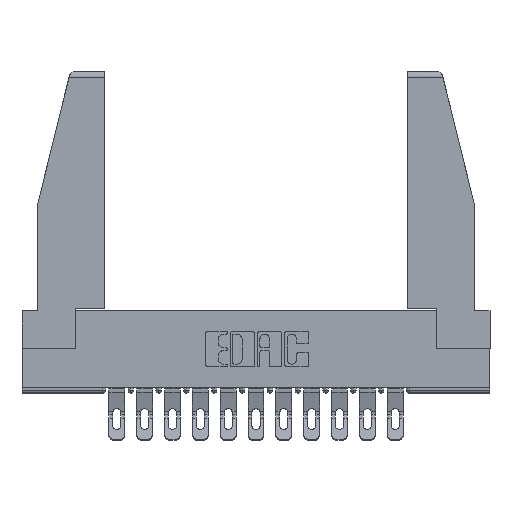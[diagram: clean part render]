
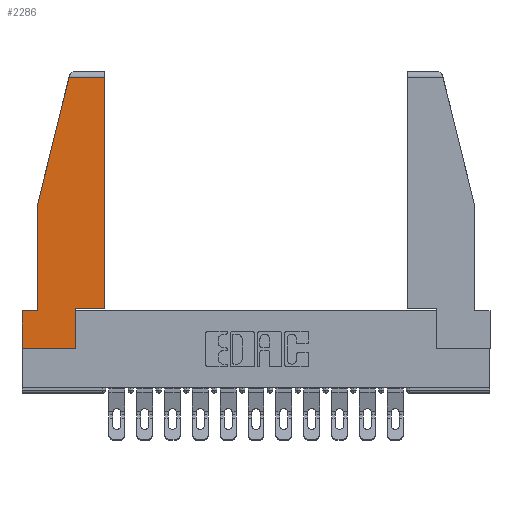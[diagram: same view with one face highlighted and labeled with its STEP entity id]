
A CAD part, top view. The second image highlights one B-rep face of the part: STEP entity #2286.
In plain terms, the highlighted planar face has unit normal (0, 0, 1).
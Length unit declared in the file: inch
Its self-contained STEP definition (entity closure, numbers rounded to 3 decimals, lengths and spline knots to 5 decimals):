
#268 = CARTESIAN_POINT ( 'NONE',  ( 0., 0.21, 0. ) ) ;
#322 = ORIENTED_EDGE ( 'NONE', *, *, #8375, .T. ) ;
#818 = VECTOR ( 'NONE', #7590, 39.37008 ) ;
#915 = ORIENTED_EDGE ( 'NONE', *, *, #5697, .T. ) ;
#1306 = DIRECTION ( 'NONE',  ( 1., 0., 0. ) ) ;
#1356 = VECTOR ( 'NONE', #8123, 39.37008 ) ;
#1488 = VECTOR ( 'NONE', #11636, 39.37008 ) ;
#1888 = DIRECTION ( 'NONE',  ( 0., 1., 0. ) ) ;
#2163 = LINE ( 'NONE', #10578, #818 ) ;
#2286 = ADVANCED_FACE ( 'NONE', ( #14834 ), #15667, .T. ) ;
#2402 = EDGE_CURVE ( 'NONE', #9326, #10436, #12113, .T. ) ;
#2497 = ORIENTED_EDGE ( 'NONE', *, *, #13532, .T. ) ;
#2672 = LINE ( 'NONE', #9663, #17666 ) ;
#2852 = EDGE_CURVE ( 'NONE', #17343, #6562, #3024, .T. ) ;
#3024 = LINE ( 'NONE', #10856, #9386 ) ;
#3042 = VECTOR ( 'NONE', #13492, 39.37008 ) ;
#3845 = AXIS2_PLACEMENT_3D ( 'NONE', #18646, #18533, #1306 ) ;
#4707 = EDGE_CURVE ( 'NONE', #10436, #10269, #7486, .T. ) ;
#5301 = ORIENTED_EDGE ( 'NONE', *, *, #4707, .T. ) ;
#5697 = EDGE_CURVE ( 'NONE', #11386, #13071, #2672, .T. ) ;
#5762 = VERTEX_POINT ( 'NONE', #8865 ) ;
#5976 = CARTESIAN_POINT ( 'NONE',  ( 0.461, 1.52, 0. ) ) ;
#6031 = ORIENTED_EDGE ( 'NONE', *, *, #7817, .T. ) ;
#6509 = CARTESIAN_POINT ( 'NONE',  ( 0., 0., 0. ) ) ;
#6562 = VERTEX_POINT ( 'NONE', #268 ) ;
#6656 = ORIENTED_EDGE ( 'NONE', *, *, #2402, .T. ) ;
#7486 = LINE ( 'NONE', #18520, #1356 ) ;
#7590 = DIRECTION ( 'NONE',  ( -0.239, -0.971, 0. ) ) ;
#7817 = EDGE_CURVE ( 'NONE', #14539, #11386, #14871, .T. ) ;
#7839 = LINE ( 'NONE', #13421, #18704 ) ;
#8123 = DIRECTION ( 'NONE',  ( -1., 0., 0. ) ) ;
#8188 = LINE ( 'NONE', #17205, #10713 ) ;
#8192 = CARTESIAN_POINT ( 'NONE',  ( 0.086, 0.8, 0. ) ) ;
#8375 = EDGE_CURVE ( 'NONE', #5762, #17343, #9391, .T. ) ;
#8865 = CARTESIAN_POINT ( 'NONE',  ( 0.086, 0.8, 0. ) ) ;
#8947 = CARTESIAN_POINT ( 'NONE',  ( 0.461, 0.223, 0. ) ) ;
#9326 = VERTEX_POINT ( 'NONE', #13468 ) ;
#9386 = VECTOR ( 'NONE', #15140, 39.37008 ) ;
#9391 = LINE ( 'NONE', #8192, #18656 ) ;
#9479 = EDGE_CURVE ( 'NONE', #13071, #9326, #8188, .T. ) ;
#9663 = CARTESIAN_POINT ( 'NONE',  ( 0.297, 0., 0. ) ) ;
#10269 = VERTEX_POINT ( 'NONE', #14303 ) ;
#10436 = VERTEX_POINT ( 'NONE', #5976 ) ;
#10578 = CARTESIAN_POINT ( 'NONE',  ( 0.271, 1.55, 0. ) ) ;
#10713 = VECTOR ( 'NONE', #17333, 39.37008 ) ;
#10856 = CARTESIAN_POINT ( 'NONE',  ( 0., 0.21, 0. ) ) ;
#11386 = VERTEX_POINT ( 'NONE', #13010 ) ;
#11610 = CARTESIAN_POINT ( 'NONE',  ( 0.297, 0.223, 0. ) ) ;
#11625 = CARTESIAN_POINT ( 'NONE',  ( 0., 0., 0. ) ) ;
#11636 = DIRECTION ( 'NONE',  ( 1., 0., 0. ) ) ;
#12113 = LINE ( 'NONE', #8947, #3042 ) ;
#12533 = ORIENTED_EDGE ( 'NONE', *, *, #2852, .T. ) ;
#13010 = CARTESIAN_POINT ( 'NONE',  ( 0.297, 0., 0. ) ) ;
#13071 = VERTEX_POINT ( 'NONE', #11610 ) ;
#13421 = CARTESIAN_POINT ( 'NONE',  ( 0., 0.21, 0. ) ) ;
#13468 = CARTESIAN_POINT ( 'NONE',  ( 0.461, 0.223, 0. ) ) ;
#13491 = EDGE_CURVE ( 'NONE', #6562, #14539, #7839, .T. ) ;
#13492 = DIRECTION ( 'NONE',  ( 0., 1., 0. ) ) ;
#13532 = EDGE_CURVE ( 'NONE', #10269, #5762, #2163, .T. ) ;
#14303 = CARTESIAN_POINT ( 'NONE',  ( 0.2636, 1.52, 0. ) ) ;
#14524 = ORIENTED_EDGE ( 'NONE', *, *, #13491, .T. ) ;
#14539 = VERTEX_POINT ( 'NONE', #6509 ) ;
#14834 = FACE_OUTER_BOUND ( 'NONE', #16815, .T. ) ;
#14871 = LINE ( 'NONE', #11625, #1488 ) ;
#15140 = DIRECTION ( 'NONE',  ( -1., 0., 0. ) ) ;
#15667 = PLANE ( 'NONE',  #3845 ) ;
#16278 = DIRECTION ( 'NONE',  ( 0., -1., 0. ) ) ;
#16815 = EDGE_LOOP ( 'NONE', ( #6656, #5301, #2497, #322, #12533, #14524, #6031, #915, #18316 ) ) ;
#17205 = CARTESIAN_POINT ( 'NONE',  ( 0.297, 0.223, 0. ) ) ;
#17333 = DIRECTION ( 'NONE',  ( 1., 0., 0. ) ) ;
#17343 = VERTEX_POINT ( 'NONE', #18466 ) ;
#17666 = VECTOR ( 'NONE', #1888, 39.37008 ) ;
#18316 = ORIENTED_EDGE ( 'NONE', *, *, #9479, .T. ) ;
#18466 = CARTESIAN_POINT ( 'NONE',  ( 0.086, 0.21, 0. ) ) ;
#18520 = CARTESIAN_POINT ( 'NONE',  ( 0., 1.52, 0. ) ) ;
#18533 = DIRECTION ( 'NONE',  ( 0., 0., 1. ) ) ;
#18646 = CARTESIAN_POINT ( 'NONE',  ( 0., 0., 0. ) ) ;
#18656 = VECTOR ( 'NONE', #18774, 39.37008 ) ;
#18704 = VECTOR ( 'NONE', #16278, 39.37008 ) ;
#18774 = DIRECTION ( 'NONE',  ( 0., -1., 0. ) ) ;
